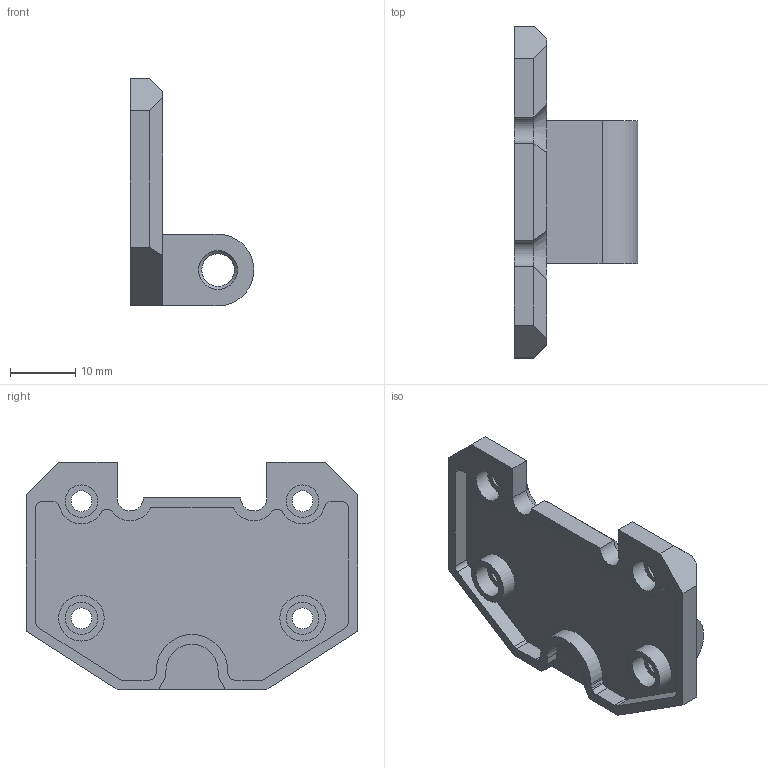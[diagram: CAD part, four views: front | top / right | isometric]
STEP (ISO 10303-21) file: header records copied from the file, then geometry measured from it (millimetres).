
FILE_DESCRIPTION(/* description */ (''),/* implementation_level */ '2;1');
FILE_NAME(/* name */ 'ACWA-0061_jonction_pivot_glissire.step',/* time_stamp */ '2024-02-27T16:28:54+01:00',/* author */ (''),/* organization */ (''),/* preprocessor_version */ 'ST-DEVELOPER v20',/* originating_system */ 'Autodesk Translation Framework v12.20.1.177',/* authorisation */ '');
FILE_SCHEMA (('AUTOMOTIVE_DESIGN { 1 0 10303 214 3 1 1 }'));
Length unit declared in the file: millimetre
Products named in the file (1): ACWA-0061
Bounding box: 19 x 51 x 35 mm (x, y, z)
Volume: 6959.5 mm3; surface area: 5549.5 mm2
Topology: 1 solids, 1 shells, 99 faces, 252 edges, 166 vertices
Faces by surface type: plane 53, cylinder 38, cone 8
Full cylindrical faces by diameter (mm): 3.2 x4, 5 x5, 6.5 x4, 7 x2
Entity records: 3066 total; most frequent: DIRECTION 540, CARTESIAN_POINT 522, ORIENTED_EDGE 504, EDGE_CURVE 252, AXIS2_PLACEMENT_3D 190, VERTEX_POINT 166, LINE 160, VECTOR 160
